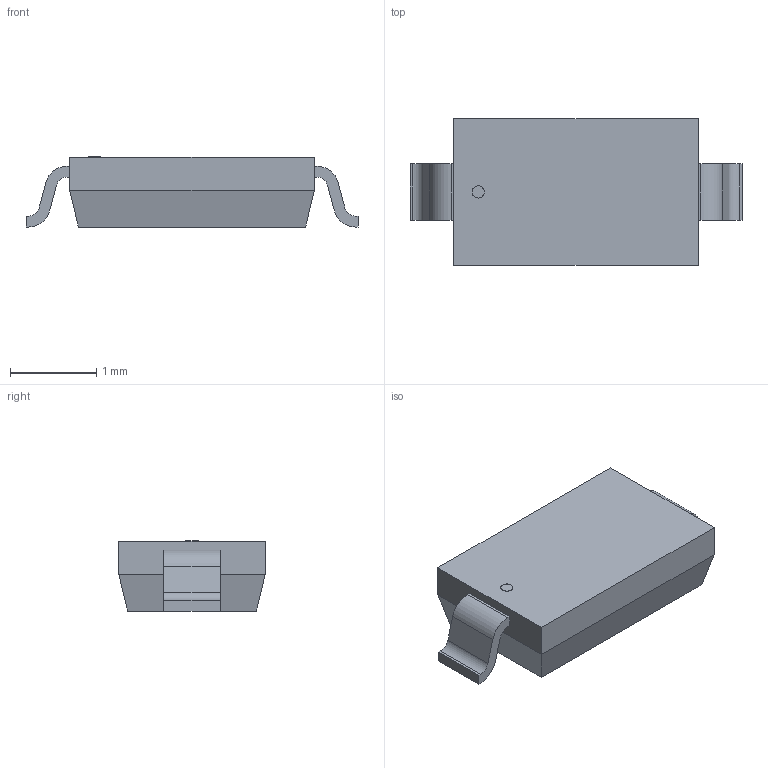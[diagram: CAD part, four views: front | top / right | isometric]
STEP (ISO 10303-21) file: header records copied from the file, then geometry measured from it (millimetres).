
FILE_DESCRIPTION(('STEP AP214'),'1');
FILE_NAME('SOD123','2019-02-21T13:49:25',(''),(''),'','','');
FILE_SCHEMA(('AUTOMOTIVE_DESIGN'));
Length unit declared in the file: millimetre
Products named in the file (1): product
Bounding box: 3.86 x 1.7 x 0.81 mm (x, y, z)
Volume: 0 mm3; surface area: 19.2 mm2
Topology: 1 solids, 39 shells, 41 faces, 187 edges, 186 vertices
Faces by surface type: plane 32, cylinder 9
Full cylindrical faces by diameter (mm): 0.142 x1
Entity records: 2142 total; most frequent: CARTESIAN_POINT 415, VERTEX_POINT 370, DIRECTION 306, ORIENTED_EDGE 188, EDGE_CURVE 186, LINE 152, VECTOR 152, AXIS2_PLACEMENT_3D 77
